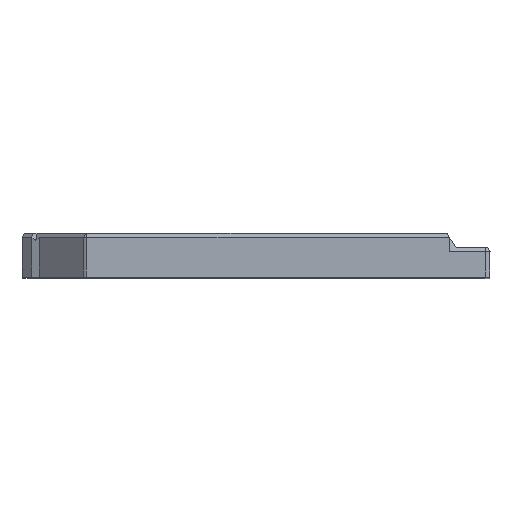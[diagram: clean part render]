
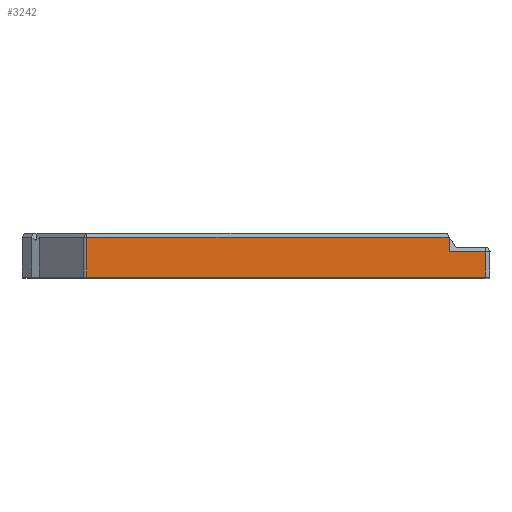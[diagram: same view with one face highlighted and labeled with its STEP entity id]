
A CAD part, top view. The second image highlights one B-rep face of the part: STEP entity #3242.
In plain terms, the highlighted planar face has unit normal (0, 0, 1).
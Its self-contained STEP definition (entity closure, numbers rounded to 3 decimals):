
#193=FACE_OUTER_BOUND('',#396,.T.);
#396=EDGE_LOOP('',(#2344,#2345,#2346,#2347,#2348,#2349));
#726=LINE('',#4811,#1068);
#787=LINE('',#4945,#1129);
#788=LINE('',#4948,#1130);
#789=LINE('',#4950,#1131);
#790=LINE('',#4952,#1132);
#791=LINE('',#4953,#1133);
#1068=VECTOR('',#3824,97.907);
#1129=VECTOR('',#3957,6.3);
#1130=VECTOR('',#3960,9.);
#1131=VECTOR('',#3961,3.5);
#1132=VECTOR('',#3962,88.907);
#1133=VECTOR('',#3963,9.8);
#1419=VERTEX_POINT('',#4806);
#1420=VERTEX_POINT('',#4810);
#1457=VERTEX_POINT('',#4943);
#1458=VERTEX_POINT('',#4947);
#1459=VERTEX_POINT('',#4949);
#1460=VERTEX_POINT('',#4951);
#1717=EDGE_CURVE('',#1419,#1420,#726,.T.);
#1784=EDGE_CURVE('',#1457,#1419,#787,.T.);
#1785=EDGE_CURVE('',#1458,#1457,#788,.T.);
#1786=EDGE_CURVE('',#1458,#1459,#789,.T.);
#1787=EDGE_CURVE('',#1460,#1459,#790,.T.);
#1788=EDGE_CURVE('',#1460,#1420,#791,.T.);
#2344=ORIENTED_EDGE('',*,*,#1717,.F.);
#2345=ORIENTED_EDGE('',*,*,#1784,.F.);
#2346=ORIENTED_EDGE('',*,*,#1785,.F.);
#2347=ORIENTED_EDGE('',*,*,#1786,.T.);
#2348=ORIENTED_EDGE('',*,*,#1787,.F.);
#2349=ORIENTED_EDGE('',*,*,#1788,.T.);
#3121=PLANE('',#3476);
#3242=ADVANCED_FACE('',(#193),#3121,.T.);
#3476=AXIS2_PLACEMENT_3D('',#4946,#3958,#3959);
#3824=DIRECTION('',(-1.,0.,0.));
#3957=DIRECTION('',(0.,-1.,0.));
#3958=DIRECTION('center_axis',(0.,0.,1.));
#3959=DIRECTION('ref_axis',(1.,0.,0.));
#3960=DIRECTION('',(1.,0.,0.));
#3961=DIRECTION('',(0.,1.,0.));
#3962=DIRECTION('',(1.,0.,0.));
#3963=DIRECTION('',(0.,-1.,0.));
#4806=CARTESIAN_POINT('',(-16.1,15.2,27.));
#4810=CARTESIAN_POINT('',(-114.007,15.2,27.));
#4811=CARTESIAN_POINT('',(-16.1,15.2,27.));
#4943=CARTESIAN_POINT('',(-16.1,21.5,27.));
#4945=CARTESIAN_POINT('',(-16.1,21.5,27.));
#4946=CARTESIAN_POINT('Origin',(-114.421,15.,27.));
#4947=CARTESIAN_POINT('',(-25.1,21.5,27.));
#4948=CARTESIAN_POINT('',(-25.1,21.5,27.));
#4949=CARTESIAN_POINT('',(-25.1,25.,27.));
#4950=CARTESIAN_POINT('',(-25.1,21.5,27.));
#4951=CARTESIAN_POINT('',(-114.007,25.,27.));
#4952=CARTESIAN_POINT('',(-114.007,25.,27.));
#4953=CARTESIAN_POINT('',(-114.007,25.,27.));
